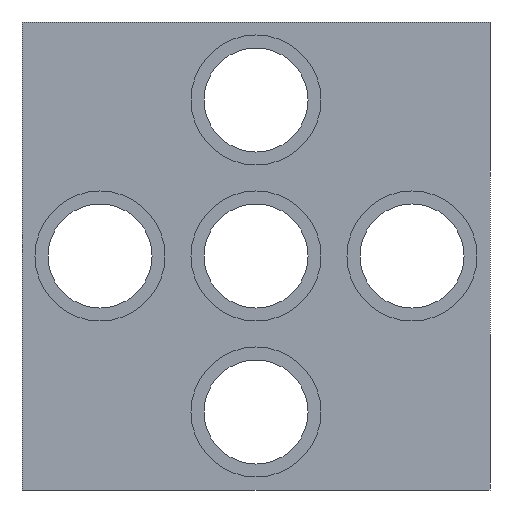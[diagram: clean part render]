
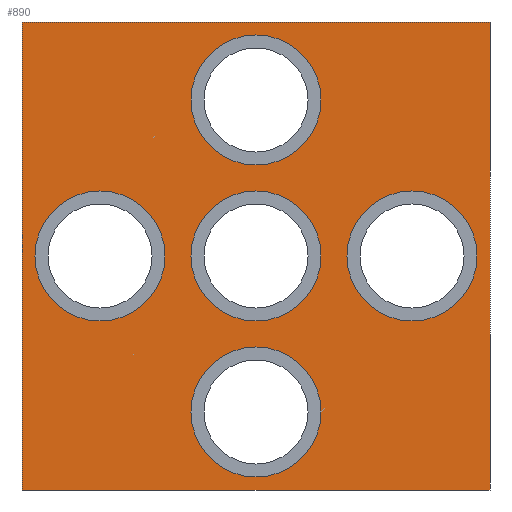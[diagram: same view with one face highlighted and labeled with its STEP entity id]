
A CAD part, front view. The second image highlights one B-rep face of the part: STEP entity #890.
In plain terms, the highlighted planar face has unit normal (0, -1, 0).
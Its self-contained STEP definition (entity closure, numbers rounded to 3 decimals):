
#65=FACE_BOUND('',#266,.T.);
#66=FACE_BOUND('',#267,.T.);
#67=FACE_BOUND('',#268,.T.);
#68=FACE_BOUND('',#269,.T.);
#69=FACE_BOUND('',#270,.T.);
#97=PLANE('',#1019);
#156=FACE_OUTER_BOUND('',#265,.T.);
#265=EDGE_LOOP('',(#792,#793,#794,#795));
#266=EDGE_LOOP('',(#796));
#267=EDGE_LOOP('',(#797));
#268=EDGE_LOOP('',(#798));
#269=EDGE_LOOP('',(#799));
#270=EDGE_LOOP('',(#800));
#309=CIRCLE('',#969,2.5);
#312=CIRCLE('',#974,2.5);
#315=CIRCLE('',#979,2.5);
#318=CIRCLE('',#984,2.5);
#321=CIRCLE('',#989,2.5);
#364=LINE('',#1418,#404);
#367=LINE('',#1444,#407);
#371=LINE('',#1544,#411);
#372=LINE('',#1546,#412);
#404=VECTOR('',#1127,10.);
#407=VECTOR('',#1162,10.);
#411=VECTOR('',#1298,10.);
#412=VECTOR('',#1301,10.);
#456=VERTEX_POINT('',#1415);
#457=VERTEX_POINT('',#1417);
#463=VERTEX_POINT('',#1442);
#464=VERTEX_POINT('',#1443);
#471=VERTEX_POINT('',#1471);
#474=VERTEX_POINT('',#1479);
#477=VERTEX_POINT('',#1487);
#480=VERTEX_POINT('',#1495);
#483=VERTEX_POINT('',#1503);
#547=EDGE_CURVE('',#457,#456,#364,.T.);
#558=EDGE_CURVE('',#463,#464,#367,.T.);
#571=EDGE_CURVE('',#471,#471,#309,.T.);
#574=EDGE_CURVE('',#474,#474,#312,.T.);
#577=EDGE_CURVE('',#477,#477,#315,.T.);
#580=EDGE_CURVE('',#480,#480,#318,.T.);
#583=EDGE_CURVE('',#483,#483,#321,.T.);
#595=EDGE_CURVE('',#456,#463,#371,.T.);
#596=EDGE_CURVE('',#464,#457,#372,.T.);
#792=ORIENTED_EDGE('',*,*,#596,.T.);
#793=ORIENTED_EDGE('',*,*,#547,.T.);
#794=ORIENTED_EDGE('',*,*,#595,.T.);
#795=ORIENTED_EDGE('',*,*,#558,.T.);
#796=ORIENTED_EDGE('',*,*,#571,.T.);
#797=ORIENTED_EDGE('',*,*,#574,.T.);
#798=ORIENTED_EDGE('',*,*,#577,.T.);
#799=ORIENTED_EDGE('',*,*,#580,.T.);
#800=ORIENTED_EDGE('',*,*,#583,.T.);
#890=ADVANCED_FACE('',(#156,#65,#66,#67,#68,#69),#97,.F.);
#969=AXIS2_PLACEMENT_3D('',#1472,#1200,#1201);
#974=AXIS2_PLACEMENT_3D('',#1480,#1210,#1211);
#979=AXIS2_PLACEMENT_3D('',#1488,#1220,#1221);
#984=AXIS2_PLACEMENT_3D('',#1496,#1230,#1231);
#989=AXIS2_PLACEMENT_3D('',#1504,#1240,#1241);
#1019=AXIS2_PLACEMENT_3D('',#1547,#1302,#1303);
#1127=DIRECTION('',(0.,0.,-1.));
#1162=DIRECTION('',(0.,0.,1.));
#1200=DIRECTION('center_axis',(0.,1.,0.));
#1201=DIRECTION('ref_axis',(-1.,0.,0.));
#1210=DIRECTION('center_axis',(0.,1.,0.));
#1211=DIRECTION('ref_axis',(-1.,0.,0.));
#1220=DIRECTION('center_axis',(0.,1.,0.));
#1221=DIRECTION('ref_axis',(-1.,0.,0.));
#1230=DIRECTION('center_axis',(0.,1.,0.));
#1231=DIRECTION('ref_axis',(-1.,0.,0.));
#1240=DIRECTION('center_axis',(0.,1.,0.));
#1241=DIRECTION('ref_axis',(-1.,0.,0.));
#1298=DIRECTION('',(1.,0.,0.));
#1301=DIRECTION('',(-1.,0.,0.));
#1302=DIRECTION('center_axis',(0.,1.,0.));
#1303=DIRECTION('ref_axis',(0.,0.,1.));
#1415=CARTESIAN_POINT('',(-9.,0.,-9.));
#1417=CARTESIAN_POINT('',(-9.,0.,9.));
#1418=CARTESIAN_POINT('',(-9.,0.,9.));
#1442=CARTESIAN_POINT('',(9.,0.,-9.));
#1443=CARTESIAN_POINT('',(9.,0.,9.));
#1444=CARTESIAN_POINT('',(9.,0.,-9.));
#1471=CARTESIAN_POINT('',(2.5,0.,6.));
#1472=CARTESIAN_POINT('Origin',(0.,0.,6.));
#1479=CARTESIAN_POINT('',(2.5,0.,-6.));
#1480=CARTESIAN_POINT('Origin',(0.,0.,-6.));
#1487=CARTESIAN_POINT('',(2.5,0.,0.));
#1488=CARTESIAN_POINT('Origin',(0.,0.,0.));
#1495=CARTESIAN_POINT('',(8.5,0.,0.));
#1496=CARTESIAN_POINT('Origin',(6.,0.,0.));
#1503=CARTESIAN_POINT('',(-3.5,0.,0.));
#1504=CARTESIAN_POINT('Origin',(-6.,0.,0.));
#1544=CARTESIAN_POINT('',(-9.,0.,-9.));
#1546=CARTESIAN_POINT('',(9.,0.,9.));
#1547=CARTESIAN_POINT('Origin',(0.,0.,0.));
